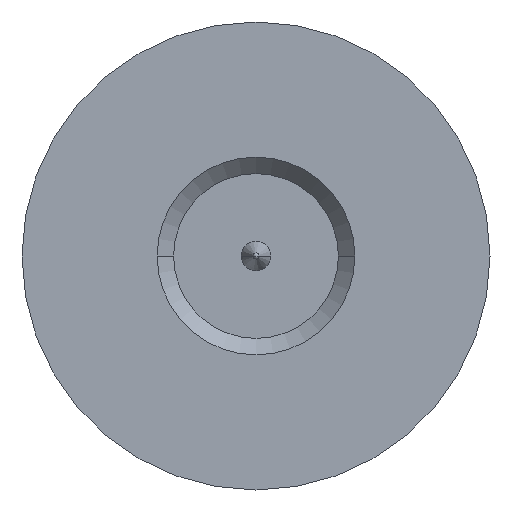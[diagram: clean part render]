
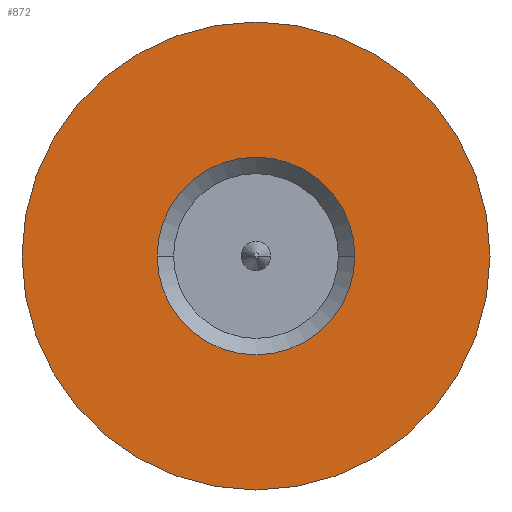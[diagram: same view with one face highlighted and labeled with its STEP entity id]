
A CAD part, front view. The second image highlights one B-rep face of the part: STEP entity #872.
In plain terms, the highlighted planar face has unit normal (0, -1, 0).
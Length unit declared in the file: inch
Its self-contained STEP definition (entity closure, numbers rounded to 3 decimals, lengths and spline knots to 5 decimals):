
#54 = AXIS2_PLACEMENT_3D ( 'NONE', #384, #1267, #876 ) ;
#65 = CIRCLE ( 'NONE', #978, 0.11811 ) ;
#172 = ORIENTED_EDGE ( 'NONE', *, *, #1353, .F. ) ;
#187 = VERTEX_POINT ( 'NONE', #979 ) ;
#216 = ORIENTED_EDGE ( 'NONE', *, *, #561, .T. ) ;
#261 = AXIS2_PLACEMENT_3D ( 'NONE', #900, #284, #1274 ) ;
#264 = CIRCLE ( 'NONE', #476, 0.27953 ) ;
#270 = CARTESIAN_POINT ( 'NONE',  ( 0.11811, 0., 0. ) ) ;
#284 = DIRECTION ( 'NONE',  ( 0., 1., 0. ) ) ;
#310 = EDGE_LOOP ( 'NONE', ( #1022, #172 ) ) ;
#350 = CARTESIAN_POINT ( 'NONE',  ( 0., 0., 0. ) ) ;
#384 = CARTESIAN_POINT ( 'NONE',  ( 0., 0., 0. ) ) ;
#391 = CARTESIAN_POINT ( 'NONE',  ( 0., 0., 0. ) ) ;
#401 = EDGE_CURVE ( 'NONE', #959, #1446, #65, .T. ) ;
#452 = DIRECTION ( 'NONE',  ( 0., -1., 0. ) ) ;
#476 = AXIS2_PLACEMENT_3D ( 'NONE', #391, #883, #1403 ) ;
#519 = FACE_OUTER_BOUND ( 'NONE', #825, .T. ) ;
#540 = DIRECTION ( 'NONE',  ( 0., -1., 0. ) ) ;
#557 = CIRCLE ( 'NONE', #1486, 0.27953 ) ;
#561 = EDGE_CURVE ( 'NONE', #589, #187, #557, .T. ) ;
#574 = CARTESIAN_POINT ( 'NONE',  ( -0.11811, 0., 0. ) ) ;
#589 = VERTEX_POINT ( 'NONE', #1096 ) ;
#805 = DIRECTION ( 'NONE',  ( 1., 0., 0. ) ) ;
#825 = EDGE_LOOP ( 'NONE', ( #216, #970 ) ) ;
#872 = ADVANCED_FACE ( 'NONE', ( #1535, #519 ), #888, .F. ) ;
#876 = DIRECTION ( 'NONE',  ( 1., 0., 0. ) ) ;
#883 = DIRECTION ( 'NONE',  ( 0., -1., 0. ) ) ;
#888 = PLANE ( 'NONE',  #261 ) ;
#900 = CARTESIAN_POINT ( 'NONE',  ( -0.27953, 0., 0. ) ) ;
#915 = CARTESIAN_POINT ( 'NONE',  ( 0., 0., 0. ) ) ;
#959 = VERTEX_POINT ( 'NONE', #270 ) ;
#970 = ORIENTED_EDGE ( 'NONE', *, *, #1377, .T. ) ;
#978 = AXIS2_PLACEMENT_3D ( 'NONE', #915, #540, #1545 ) ;
#979 = CARTESIAN_POINT ( 'NONE',  ( -0.27953, 0., 0. ) ) ;
#1022 = ORIENTED_EDGE ( 'NONE', *, *, #401, .F. ) ;
#1096 = CARTESIAN_POINT ( 'NONE',  ( 0.27953, 0., 0. ) ) ;
#1267 = DIRECTION ( 'NONE',  ( 0., -1., 0. ) ) ;
#1274 = DIRECTION ( 'NONE',  ( -1., 0., 0. ) ) ;
#1353 = EDGE_CURVE ( 'NONE', #1446, #959, #1374, .T. ) ;
#1374 = CIRCLE ( 'NONE', #54, 0.11811 ) ;
#1377 = EDGE_CURVE ( 'NONE', #187, #589, #264, .T. ) ;
#1403 = DIRECTION ( 'NONE',  ( 1., 0., 0. ) ) ;
#1446 = VERTEX_POINT ( 'NONE', #574 ) ;
#1486 = AXIS2_PLACEMENT_3D ( 'NONE', #350, #452, #805 ) ;
#1535 = FACE_BOUND ( 'NONE', #310, .T. ) ;
#1545 = DIRECTION ( 'NONE',  ( 1., 0., 0. ) ) ;
